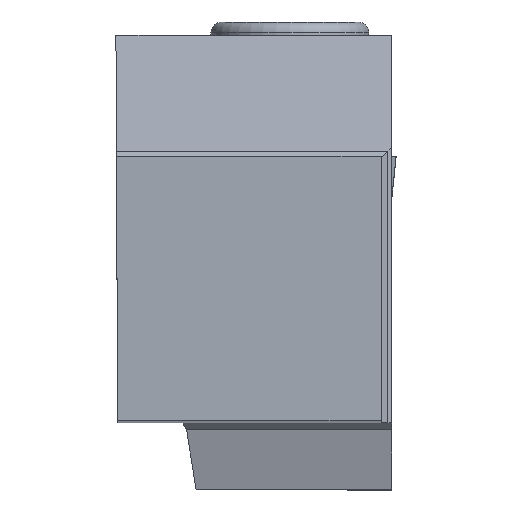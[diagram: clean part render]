
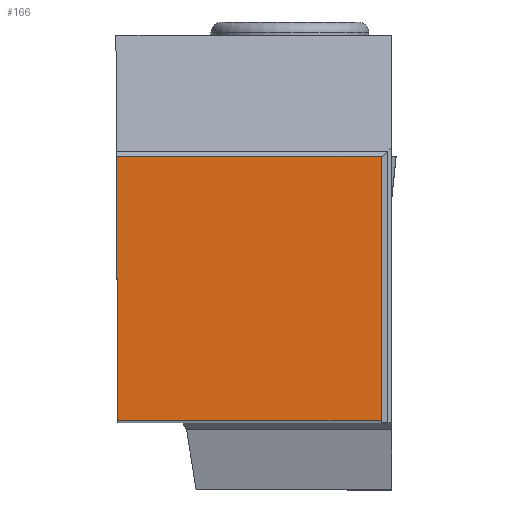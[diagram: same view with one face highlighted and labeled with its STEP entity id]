
A CAD part, top view. The second image highlights one B-rep face of the part: STEP entity #166.
In plain terms, the highlighted planar face has unit normal (0, 0, 1).
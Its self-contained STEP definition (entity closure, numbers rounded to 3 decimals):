
#166=ADVANCED_FACE('BLANK_BOXF006',(#276),#218,.F.);
#218=PLANE('',#1366);
#276=FACE_OUTER_BOUND('',#336,.T.);
#336=EDGE_LOOP('',(#871,#872,#873,#874));
#471=LINE('',#2148,#611);
#475=LINE('',#2156,#615);
#476=LINE('',#2159,#616);
#477=LINE('',#2160,#617);
#611=VECTOR('',#1620,1.);
#615=VECTOR('',#1626,1.);
#616=VECTOR('',#1627,1.);
#617=VECTOR('',#1628,1.);
#871=ORIENTED_EDGE('',*,*,#1211,.T.);
#872=ORIENTED_EDGE('',*,*,#1212,.T.);
#873=ORIENTED_EDGE('',*,*,#1207,.T.);
#874=ORIENTED_EDGE('',*,*,#1213,.T.);
#1060=VERTEX_POINT('',#2147);
#1061=VERTEX_POINT('',#2149);
#1064=VERTEX_POINT('',#2157);
#1065=VERTEX_POINT('',#2158);
#1207=EDGE_CURVE('',#1061,#1060,#471,.T.);
#1211=EDGE_CURVE('',#1064,#1065,#475,.T.);
#1212=EDGE_CURVE('',#1065,#1061,#476,.T.);
#1213=EDGE_CURVE('',#1060,#1064,#477,.T.);
#1366=AXIS2_PLACEMENT_3D('',#2161,#1629,#1630);
#1620=DIRECTION('',(0.004,-1.,0.));
#1626=DIRECTION('',(0.,1.,0.));
#1627=DIRECTION('',(-1.,0.,0.));
#1628=DIRECTION('',(1.,0.,0.));
#1629=DIRECTION('',(0.,0.,-1.));
#1630=DIRECTION('',(0.,-1.,0.));
#2147=CARTESIAN_POINT('',(0.087,0.,0.));
#2148=CARTESIAN_POINT('',(-0.46,125.349,0.));
#2149=CARTESIAN_POINT('',(0.,19.875,0.));
#2156=CARTESIAN_POINT('',(19.875,-125.35,0.));
#2157=CARTESIAN_POINT('',(19.875,0.,0.));
#2158=CARTESIAN_POINT('',(19.875,19.875,0.));
#2159=CARTESIAN_POINT('',(125.35,19.875,0.));
#2160=CARTESIAN_POINT('',(-125.35,0.,0.));
#2161=CARTESIAN_POINT('',(20.675,-5.,0.));
